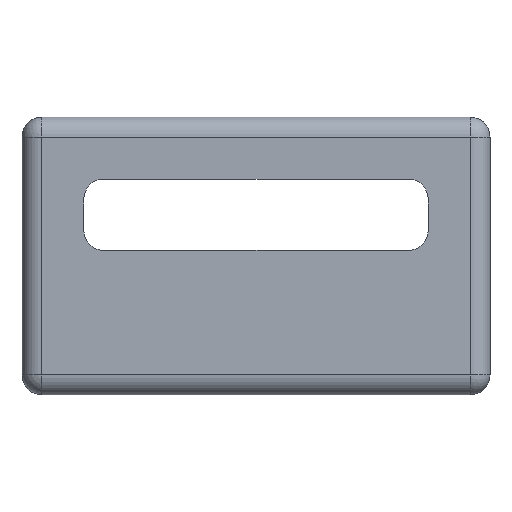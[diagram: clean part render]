
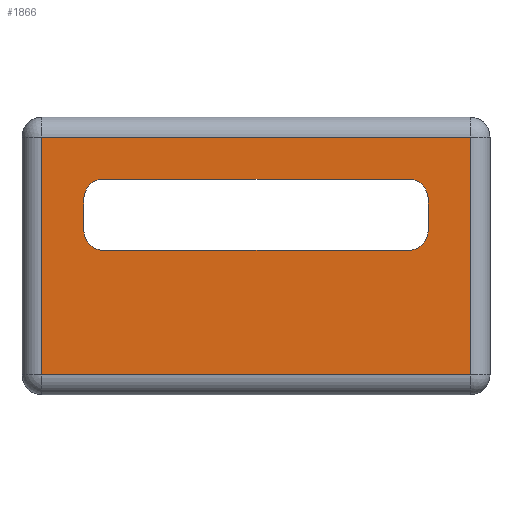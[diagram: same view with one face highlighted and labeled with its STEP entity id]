
A CAD part, front view. The second image highlights one B-rep face of the part: STEP entity #1866.
In plain terms, the highlighted planar face has unit normal (0, -1, 0).
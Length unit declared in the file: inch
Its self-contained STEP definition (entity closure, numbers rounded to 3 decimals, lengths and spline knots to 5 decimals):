
#45=FACE_BOUND('',#297,.T.);
#90=PLANE('',#2070);
#166=FACE_OUTER_BOUND('',#296,.T.);
#296=EDGE_LOOP('',(#1448,#1449,#1450,#1451));
#297=EDGE_LOOP('',(#1452,#1453,#1454,#1455,#1456,#1457,#1458,#1459));
#375=LINE('',#2785,#519);
#381=LINE('',#2800,#525);
#385=LINE('',#2812,#529);
#388=LINE('',#2821,#532);
#430=LINE('',#3186,#574);
#435=LINE('',#3200,#579);
#438=LINE('',#3218,#582);
#443=LINE('',#3225,#587);
#519=VECTOR('',#2191,0.3937);
#525=VECTOR('',#2205,0.3937);
#529=VECTOR('',#2217,0.3937);
#532=VECTOR('',#2228,0.3937);
#574=VECTOR('',#2408,0.3937);
#579=VECTOR('',#2425,0.3937);
#582=VECTOR('',#2444,0.3937);
#587=VECTOR('',#2453,0.3937);
#661=CIRCLE('',#1956,0.125);
#663=CIRCLE('',#1960,0.125);
#665=CIRCLE('',#1964,0.125);
#667=CIRCLE('',#1968,0.125);
#771=VERTEX_POINT('',#2775);
#772=VERTEX_POINT('',#2776);
#775=VERTEX_POINT('',#2784);
#777=VERTEX_POINT('',#2790);
#778=VERTEX_POINT('',#2791);
#781=VERTEX_POINT('',#2802);
#782=VERTEX_POINT('',#2803);
#785=VERTEX_POINT('',#2814);
#855=VERTEX_POINT('',#3161);
#861=VERTEX_POINT('',#3179);
#866=VERTEX_POINT('',#3195);
#871=VERTEX_POINT('',#3211);
#941=EDGE_CURVE('',#771,#772,#661,.T.);
#945=EDGE_CURVE('',#775,#772,#375,.T.);
#948=EDGE_CURVE('',#777,#778,#663,.T.);
#953=EDGE_CURVE('',#771,#778,#381,.T.);
#954=EDGE_CURVE('',#781,#782,#665,.T.);
#959=EDGE_CURVE('',#777,#782,#385,.T.);
#960=EDGE_CURVE('',#775,#785,#667,.T.);
#964=EDGE_CURVE('',#781,#785,#388,.T.);
#1062=EDGE_CURVE('',#861,#855,#430,.T.);
#1070=EDGE_CURVE('',#855,#866,#435,.T.);
#1078=EDGE_CURVE('',#871,#861,#438,.T.);
#1083=EDGE_CURVE('',#866,#871,#443,.T.);
#1448=ORIENTED_EDGE('',*,*,#1062,.F.);
#1449=ORIENTED_EDGE('',*,*,#1078,.F.);
#1450=ORIENTED_EDGE('',*,*,#1083,.F.);
#1451=ORIENTED_EDGE('',*,*,#1070,.F.);
#1452=ORIENTED_EDGE('',*,*,#953,.T.);
#1453=ORIENTED_EDGE('',*,*,#948,.F.);
#1454=ORIENTED_EDGE('',*,*,#959,.T.);
#1455=ORIENTED_EDGE('',*,*,#954,.F.);
#1456=ORIENTED_EDGE('',*,*,#964,.T.);
#1457=ORIENTED_EDGE('',*,*,#960,.F.);
#1458=ORIENTED_EDGE('',*,*,#945,.T.);
#1459=ORIENTED_EDGE('',*,*,#941,.F.);
#1866=ADVANCED_FACE('',(#166,#45),#90,.T.);
#1956=AXIS2_PLACEMENT_3D('',#2777,#2183,#2184);
#1960=AXIS2_PLACEMENT_3D('',#2792,#2196,#2197);
#1964=AXIS2_PLACEMENT_3D('',#2804,#2208,#2209);
#1968=AXIS2_PLACEMENT_3D('',#2815,#2220,#2221);
#2070=AXIS2_PLACEMENT_3D('',#3264,#2493,#2494);
#2183=DIRECTION('center_axis',(0.,-1.,0.));
#2184=DIRECTION('ref_axis',(0.707,0.,0.707));
#2191=DIRECTION('',(1.,0.,0.));
#2196=DIRECTION('center_axis',(0.,-1.,0.));
#2197=DIRECTION('ref_axis',(0.707,0.,-0.707));
#2205=DIRECTION('',(0.,0.,-1.));
#2208=DIRECTION('center_axis',(0.,-1.,0.));
#2209=DIRECTION('ref_axis',(-0.707,0.,-0.707));
#2217=DIRECTION('',(-1.,0.,0.));
#2220=DIRECTION('center_axis',(0.,-1.,0.));
#2221=DIRECTION('ref_axis',(-0.707,0.,0.707));
#2228=DIRECTION('',(0.,0.,1.));
#2408=DIRECTION('',(-1.,0.,0.));
#2425=DIRECTION('',(0.,0.,1.));
#2444=DIRECTION('',(0.,0.,-1.));
#2453=DIRECTION('',(1.,0.,0.));
#2493=DIRECTION('center_axis',(0.,-1.,0.));
#2494=DIRECTION('ref_axis',(1.,0.,0.));
#2775=CARTESIAN_POINT('',(1.085,-2.725,1.235));
#2776=CARTESIAN_POINT('',(0.96,-2.725,1.36));
#2777=CARTESIAN_POINT('Origin',(0.96,-2.725,1.235));
#2784=CARTESIAN_POINT('',(-0.96,-2.725,1.36));
#2785=CARTESIAN_POINT('',(-1.28,-2.725,1.36));
#2790=CARTESIAN_POINT('',(0.96,-2.725,0.91));
#2791=CARTESIAN_POINT('',(1.085,-2.725,1.035));
#2792=CARTESIAN_POINT('Origin',(0.96,-2.725,1.035));
#2800=CARTESIAN_POINT('',(1.085,-2.725,0.68));
#2802=CARTESIAN_POINT('',(-1.085,-2.725,1.035));
#2803=CARTESIAN_POINT('',(-0.96,-2.725,0.91));
#2804=CARTESIAN_POINT('Origin',(-0.96,-2.725,1.035));
#2812=CARTESIAN_POINT('',(-0.195,-2.725,0.91));
#2814=CARTESIAN_POINT('',(-1.085,-2.725,1.235));
#2815=CARTESIAN_POINT('Origin',(-0.96,-2.725,1.235));
#2821=CARTESIAN_POINT('',(-1.085,-2.725,0.455));
#3161=CARTESIAN_POINT('',(-1.35,-2.725,0.125));
#3179=CARTESIAN_POINT('',(1.35,-2.725,0.125));
#3186=CARTESIAN_POINT('',(-0.7375,-2.725,0.125));
#3195=CARTESIAN_POINT('',(-1.35,-2.725,1.625));
#3200=CARTESIAN_POINT('',(-1.35,-2.725,0.));
#3211=CARTESIAN_POINT('',(1.35,-2.725,1.625));
#3218=CARTESIAN_POINT('',(1.35,-2.725,0.));
#3225=CARTESIAN_POINT('',(-0.7375,-2.725,1.625));
#3264=CARTESIAN_POINT('Origin',(-1.475,-2.725,0.));
